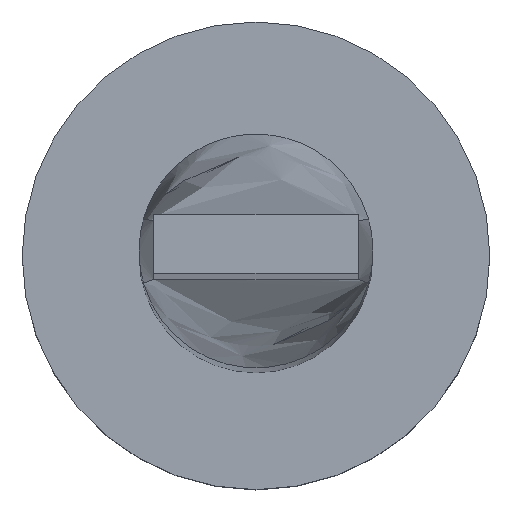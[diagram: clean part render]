
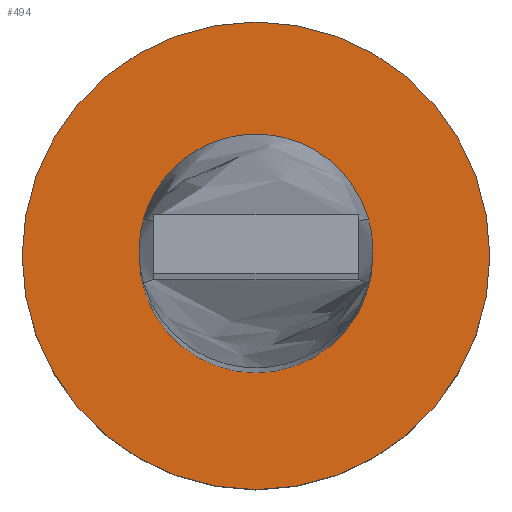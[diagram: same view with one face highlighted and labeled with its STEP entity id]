
A CAD part, top view. The second image highlights one B-rep face of the part: STEP entity #494.
In plain terms, the highlighted planar face has unit normal (0, 0, 1).
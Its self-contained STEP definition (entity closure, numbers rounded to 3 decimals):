
#75 = EDGE_CURVE ( 'NONE', #198, #516, #435, .T. ) ;
#76 = CARTESIAN_POINT ( 'NONE',  ( 0., 0., 3. ) ) ;
#93 = AXIS2_PLACEMENT_3D ( 'NONE', #95, #141, #509 ) ;
#95 = CARTESIAN_POINT ( 'NONE',  ( 0., 0., 3. ) ) ;
#130 = ORIENTED_EDGE ( 'NONE', *, *, #289, .F. ) ;
#141 = DIRECTION ( 'NONE',  ( 0., 0., 1. ) ) ;
#151 = CARTESIAN_POINT ( 'NONE',  ( -4., 0., 3. ) ) ;
#172 = CIRCLE ( 'NONE', #93, 4. ) ;
#181 = VERTEX_POINT ( 'NONE', #388 ) ;
#182 = AXIS2_PLACEMENT_3D ( 'NONE', #478, #301, #295 ) ;
#185 = DIRECTION ( 'NONE',  ( 0., 0., 1. ) ) ;
#191 = DIRECTION ( 'NONE',  ( 1., 0., 0. ) ) ;
#198 = VERTEX_POINT ( 'NONE', #312 ) ;
#204 = FACE_OUTER_BOUND ( 'NONE', #547, .T. ) ;
#226 = ORIENTED_EDGE ( 'NONE', *, *, #241, .T. ) ;
#241 = EDGE_CURVE ( 'NONE', #516, #198, #172, .T. ) ;
#263 = DIRECTION ( 'NONE',  ( 0., 0., 1. ) ) ;
#289 = EDGE_CURVE ( 'NONE', #382, #181, #502, .T. ) ;
#295 = DIRECTION ( 'NONE',  ( 1., 0., 0. ) ) ;
#301 = DIRECTION ( 'NONE',  ( 0., 0., 1. ) ) ;
#312 = CARTESIAN_POINT ( 'NONE',  ( 4., 0., 3. ) ) ;
#319 = AXIS2_PLACEMENT_3D ( 'NONE', #369, #185, #191 ) ;
#329 = ORIENTED_EDGE ( 'NONE', *, *, #450, .F. ) ;
#338 = DIRECTION ( 'NONE',  ( 1., 0., 0. ) ) ;
#369 = CARTESIAN_POINT ( 'NONE',  ( 0., 0., 3. ) ) ;
#382 = VERTEX_POINT ( 'NONE', #461 ) ;
#388 = CARTESIAN_POINT ( 'NONE',  ( 2., 0., 3. ) ) ;
#414 = EDGE_LOOP ( 'NONE', ( #130, #329 ) ) ;
#432 = FACE_BOUND ( 'NONE', #414, .T. ) ;
#433 = PLANE ( 'NONE',  #182 ) ;
#435 = CIRCLE ( 'NONE', #521, 4. ) ;
#450 = EDGE_CURVE ( 'NONE', #181, #382, #479, .T. ) ;
#461 = CARTESIAN_POINT ( 'NONE',  ( -2., 0., 3. ) ) ;
#466 = AXIS2_PLACEMENT_3D ( 'NONE', #563, #474, #338 ) ;
#474 = DIRECTION ( 'NONE',  ( 0., 0., 1. ) ) ;
#478 = CARTESIAN_POINT ( 'NONE',  ( 0., 0., 3. ) ) ;
#479 = CIRCLE ( 'NONE', #466, 2. ) ;
#494 = ADVANCED_FACE ( 'NONE', ( #432, #204 ), #433, .T. ) ;
#502 = CIRCLE ( 'NONE', #319, 2. ) ;
#509 = DIRECTION ( 'NONE',  ( 1., 0., 0. ) ) ;
#516 = VERTEX_POINT ( 'NONE', #151 ) ;
#521 = AXIS2_PLACEMENT_3D ( 'NONE', #76, #263, #571 ) ;
#543 = ORIENTED_EDGE ( 'NONE', *, *, #75, .T. ) ;
#547 = EDGE_LOOP ( 'NONE', ( #226, #543 ) ) ;
#563 = CARTESIAN_POINT ( 'NONE',  ( 0., 0., 3. ) ) ;
#571 = DIRECTION ( 'NONE',  ( 1., 0., 0. ) ) ;
